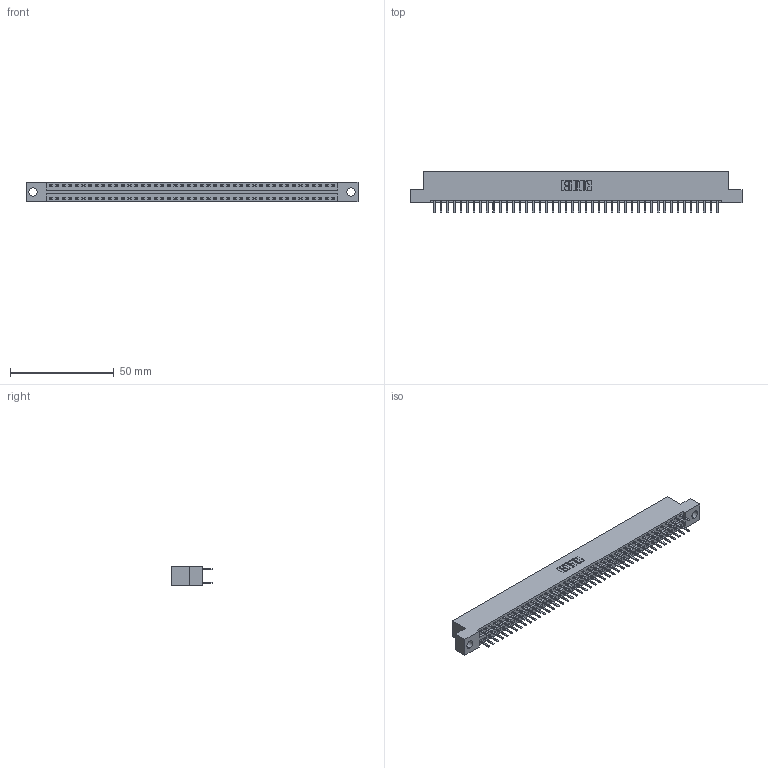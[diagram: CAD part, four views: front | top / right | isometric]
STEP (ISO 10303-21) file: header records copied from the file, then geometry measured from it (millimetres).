
FILE_DESCRIPTION (( 'STEP AP203' ), '1' );
FILE_NAME ('396-088-520-204.STEP', '2019-10-31T01:01:44', ( '' ), ( '' ), 'SwSTEP 2.0', 'SolidWorks 2016', '' );
FILE_SCHEMA (( 'CONFIG_CONTROL_DESIGN' ));
Length unit declared in the file: inch
Products named in the file (3): 345-292-001_345-293-120; 396-088-520-204; 346 Part_Flush Mounting Lugs - 0.156 Dia-TH
Assembly tree (89 placements, depth 2):
  396-088-520-204
    346 Part_Flush Mounting Lugs - 0.156 Dia-TH
    345-292-001_345-293-120  x88
Bounding box: 160.27 x 20.02 x 9.4 mm (x, y, z)
Volume: 15517.7 mm3; surface area: 21084.3 mm2
Topology: 89 solids, 89 shells, 5050 faces, 14673 edges, 9546 vertices
Faces by surface type: plane 3332, cylinder 1718
Entity records: 28563 total; most frequent: CARTESIAN_POINT 4716, ORIENTED_EDGE 4638, DIRECTION 4195, EDGE_CURVE 2319, VECTOR 2007, LINE 2007, VERTEX_POINT 1542, AXIS2_PLACEMENT_3D 1094
